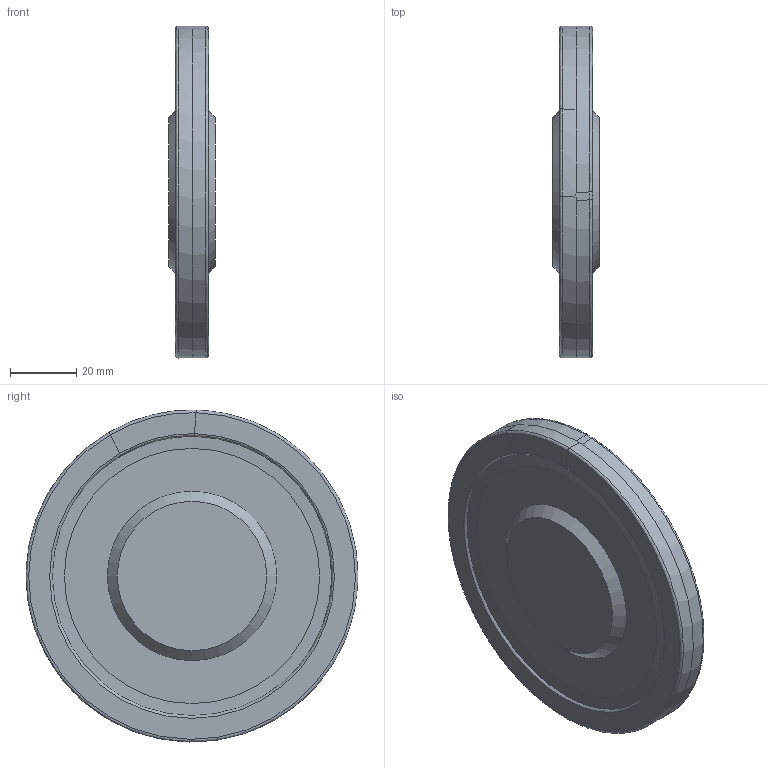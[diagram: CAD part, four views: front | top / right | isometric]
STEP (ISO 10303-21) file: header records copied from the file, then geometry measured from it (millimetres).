
FILE_DESCRIPTION(/* description */ (''),/* implementation_level */ '2;1');
FILE_NAME(/* name */ 'ASDM-SPGT07-D100x10-d32-Z12.stp',/* time_stamp */ '2023-10-05T19:59:27+03:00',/* author */ (''),/* organization */ (''),/* preprocessor_version */ 'ST-DEVELOPER v19.4',/* originating_system */ 'SIEMENS PLM Software NX2306.5001',/* authorisation */ '');
FILE_SCHEMA (('AUTOMOTIVE_DESIGN { 1 0 10303 214 3 1 1 1 }'));
Length unit declared in the file: millimetre
Products named in the file (1): ASDM-SPGT07-D100x10-d32-Z12-LIGHT_x_t_objects
Bounding box: 14 x 99.99 x 100 mm (x, y, z)
Volume: 94221.4 mm3; surface area: 27643.5 mm2
Topology: 2 solids, 2 shells, 41 faces, 83 edges, 48 vertices
Faces by surface type: bspline 24, plane 10, cone 4, torus 2, cylinder 1
Full cylindrical faces by diameter (mm): 97.5 x1
Entity records: 1364 total; most frequent: CARTESIAN_POINT 538, DIRECTION 172, ORIENTED_EDGE 152, AXIS2_PLACEMENT_3D 78, EDGE_CURVE 76, CIRCLE 60, EDGE_LOOP 52, VERTEX_POINT 48
